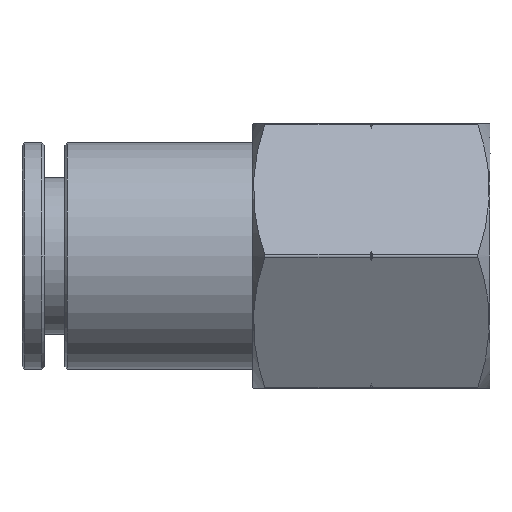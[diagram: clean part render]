
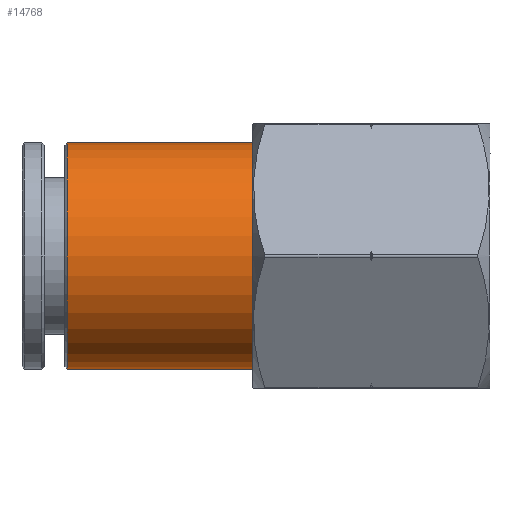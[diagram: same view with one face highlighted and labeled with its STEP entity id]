
A CAD part, left-side view. The second image highlights one B-rep face of the part: STEP entity #14768.
In plain terms, the highlighted cylindrical face has radius 10.25 mm (diameter 20.5 mm), a partial arc.
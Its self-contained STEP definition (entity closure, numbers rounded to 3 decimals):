
#931 = VECTOR ( 'NONE', #13442, 1000. ) ;
#1369 = CARTESIAN_POINT ( 'NONE',  ( 0., 0., 10.25 ) ) ;
#1478 = DIRECTION ( 'NONE',  ( 0., 1., 0. ) ) ;
#1786 = AXIS2_PLACEMENT_3D ( 'NONE', #11797, #1478, #13542 ) ;
#1815 = DIRECTION ( 'NONE',  ( 0., 0., -1. ) ) ;
#2142 = VERTEX_POINT ( 'NONE', #14638 ) ;
#2328 = EDGE_CURVE ( 'NONE', #17513, #10249, #4832, .T. ) ;
#2907 = CARTESIAN_POINT ( 'NONE',  ( 0., 14.3, -10.25 ) ) ;
#4081 = ORIENTED_EDGE ( 'NONE', *, *, #20698, .T. ) ;
#4136 = CARTESIAN_POINT ( 'NONE',  ( 0., 0., -10.25 ) ) ;
#4610 = LINE ( 'NONE', #4136, #18360 ) ;
#4832 = CIRCLE ( 'NONE', #11350, 10.25 ) ;
#5070 = CIRCLE ( 'NONE', #1786, 10.25 ) ;
#6439 = CARTESIAN_POINT ( 'NONE',  ( 0., 14.3, 10.25 ) ) ;
#6715 = ORIENTED_EDGE ( 'NONE', *, *, #2328, .T. ) ;
#7069 = DIRECTION ( 'NONE',  ( 0., -1., 0. ) ) ;
#7852 = VERTEX_POINT ( 'NONE', #16706 ) ;
#8457 = LINE ( 'NONE', #1369, #931 ) ;
#8593 = EDGE_CURVE ( 'NONE', #7852, #2142, #5070, .T. ) ;
#9579 = CARTESIAN_POINT ( 'NONE',  ( 0., 14.3, 0. ) ) ;
#10249 = VERTEX_POINT ( 'NONE', #2907 ) ;
#11322 = DIRECTION ( 'NONE',  ( 0., 0., -1. ) ) ;
#11350 = AXIS2_PLACEMENT_3D ( 'NONE', #9579, #21594, #11322 ) ;
#11797 = CARTESIAN_POINT ( 'NONE',  ( 0., -2.5, 0. ) ) ;
#11911 = ORIENTED_EDGE ( 'NONE', *, *, #17114, .F. ) ;
#12842 = DIRECTION ( 'NONE',  ( 0., -1., 0. ) ) ;
#13004 = AXIS2_PLACEMENT_3D ( 'NONE', #13900, #7069, #1815 ) ;
#13442 = DIRECTION ( 'NONE',  ( 0., -1., 0. ) ) ;
#13542 = DIRECTION ( 'NONE',  ( 0., 0., -1. ) ) ;
#13900 = CARTESIAN_POINT ( 'NONE',  ( 0., 0., 0. ) ) ;
#14638 = CARTESIAN_POINT ( 'NONE',  ( 0., -2.5, 10.25 ) ) ;
#14768 = ADVANCED_FACE ( 'NONE', ( #17083 ), #21087, .T. ) ;
#15194 = EDGE_LOOP ( 'NONE', ( #11911, #6715, #4081, #17046 ) ) ;
#16706 = CARTESIAN_POINT ( 'NONE',  ( 0., -2.5, -10.25 ) ) ;
#17046 = ORIENTED_EDGE ( 'NONE', *, *, #8593, .T. ) ;
#17083 = FACE_OUTER_BOUND ( 'NONE', #15194, .T. ) ;
#17114 = EDGE_CURVE ( 'NONE', #17513, #2142, #8457, .T. ) ;
#17513 = VERTEX_POINT ( 'NONE', #6439 ) ;
#18360 = VECTOR ( 'NONE', #12842, 1000. ) ;
#20698 = EDGE_CURVE ( 'NONE', #10249, #7852, #4610, .T. ) ;
#21087 = CYLINDRICAL_SURFACE ( 'NONE', #13004, 10.25 ) ;
#21594 = DIRECTION ( 'NONE',  ( 0., -1., 0. ) ) ;
